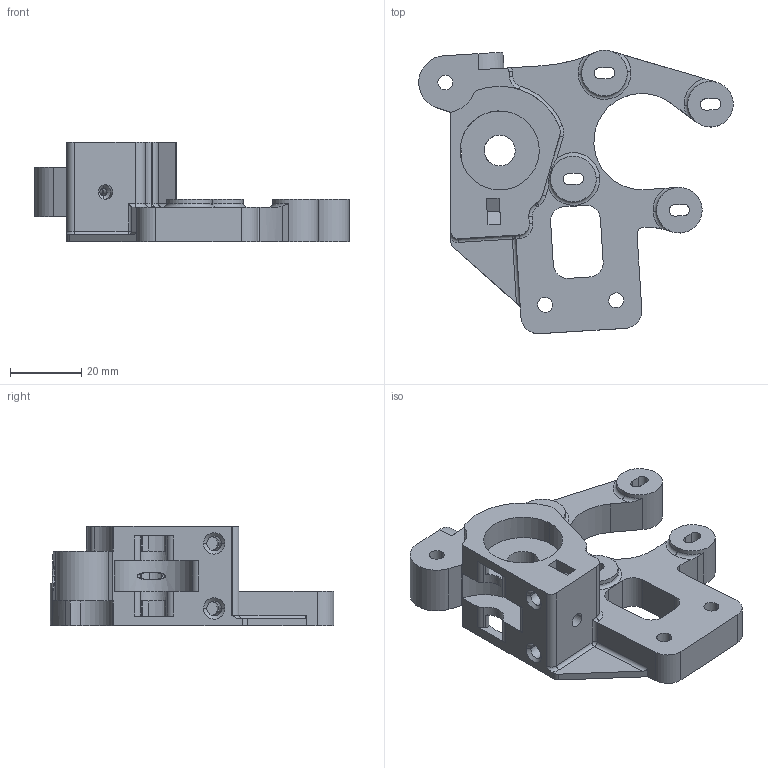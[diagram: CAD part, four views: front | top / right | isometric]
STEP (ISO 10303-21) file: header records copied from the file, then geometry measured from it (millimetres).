
FILE_DESCRIPTION (( 'STEP AP203' ), '1' );
FILE_NAME ('Extruder Frame - Delta.STEP', '2016-01-04T23:23:06', ( '' ), ( '' ), 'SwSTEP 2.0', 'SolidWorks 2015', '' );
FILE_SCHEMA (( 'CONFIG_CONTROL_DESIGN' ));
Length unit declared in the file: millimetre
Products named in the file (1): Extruder Frame - Delta
Bounding box: 88.27 x 79.55 x 28 mm (x, y, z)
Volume: 46846.3 mm3; surface area: 18198.1 mm2
Topology: 1 solids, 1 shells, 190 faces, 525 edges, 339 vertices
Faces by surface type: cylinder 98, plane 60, torus 19, bspline 8, cone 4, sphere 1
Entity records: 7787 total; most frequent: CARTESIAN_POINT 2691, DIRECTION 1089, ORIENTED_EDGE 1048, EDGE_CURVE 524, AXIS2_PLACEMENT_3D 422, VERTEX_POINT 339, LINE 245, VECTOR 245
